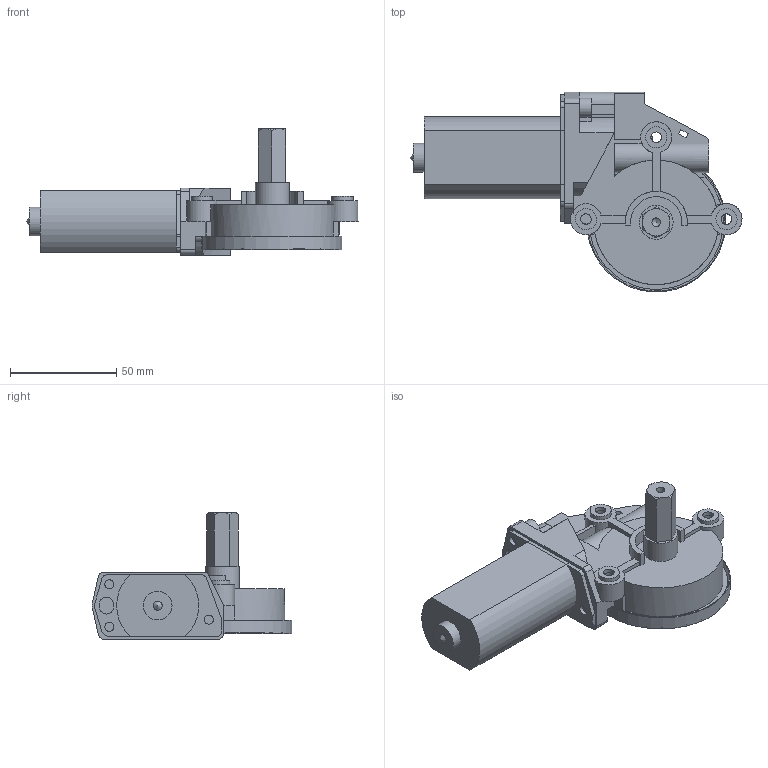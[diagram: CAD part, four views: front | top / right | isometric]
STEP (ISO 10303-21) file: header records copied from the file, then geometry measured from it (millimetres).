
FILE_DESCRIPTION(/* description */ (''),/* implementation_level */ '2;1');
FILE_NAME(/* name */ 'am-2235a.stp',/* time_stamp */ '2019-11-26T12:33:07-08:00',/* author */ ('Phillips Lenovo'),/* organization */ ('Autodesk Inc.'),/* preprocessor_version */ 'ST-DEVELOPER v18',/* originating_system */ 'Autodesk Inventor 2020',/* authorisation */ '');
FILE_SCHEMA (('AUTOMOTIVE_DESIGN { 1 0 10303 214 3 1 1 }'));
Length unit declared in the file: inch
Products named in the file (6): am-2235a; AM-2235 gearbox housing; AM-2235 gear cap; AM-2235 motor; AM-2235 threaded insert; AM-2235a hex output shaft
Assembly tree (7 placements, depth 2):
  am-2235a
    AM-2235 gearbox housing
    AM-2235 gear cap
    AM-2235 motor
    AM-2235 threaded insert  x3
    AM-2235a hex output shaft
Bounding box: 155.98 x 93.89 x 59.31 mm (x, y, z)
Volume: 178348.7 mm3; surface area: 47855.8 mm2
Topology: 8 solids, 8 shells, 181 faces, 508 edges, 347 vertices
Faces by surface type: plane 113, cylinder 57, cone 9, bspline 2
Full cylindrical faces by diameter (mm): 4.039 x1, 4.318 x3, 5 x3, 5.08 x3, 6.35 x3, 9.906 x3, 10.922 x1, 13.513 x1, 15.85 x1, 62.992 x1, 64.592 x1, 65.405 x1
Entity records: 5943 total; most frequent: CARTESIAN_POINT 1105, DIRECTION 1007, ORIENTED_EDGE 954, EDGE_CURVE 477, AXIS2_PLACEMENT_3D 369, VERTEX_POINT 323, LINE 269, VECTOR 269
